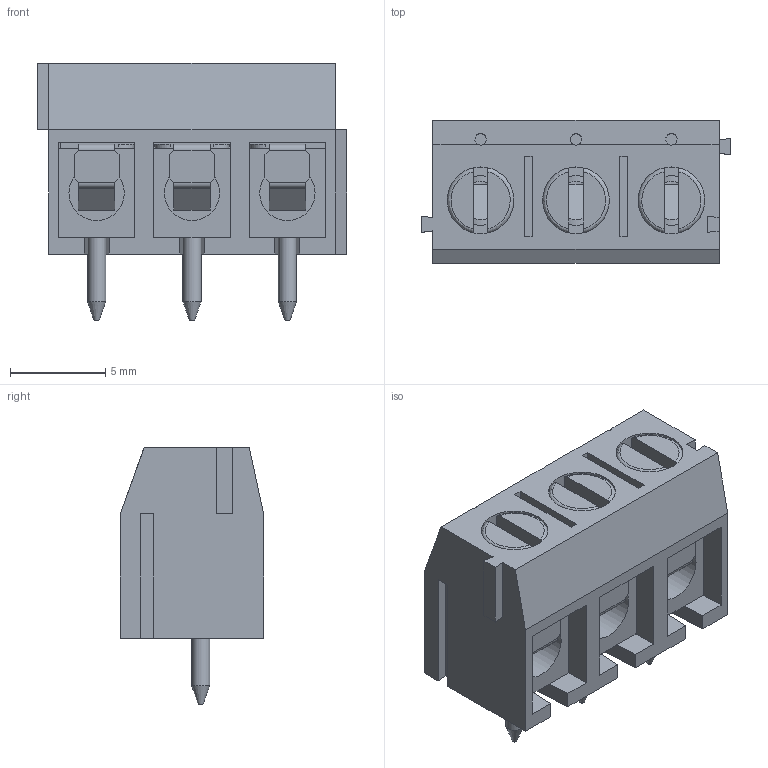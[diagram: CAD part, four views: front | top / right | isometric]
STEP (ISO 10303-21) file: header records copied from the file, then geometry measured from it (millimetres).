
FILE_DESCRIPTION( ( '' ), ' ' );
FILE_NAME( '5992f04aaa93b10fac232eb9.step', '2017-08-15T13:00:31', ( '' ), ( '' ), ' ', ' ', ' ' );
FILE_SCHEMA( ( 'AUTOMOTIVE_DESIGN { 1 0 10303 214 1 1 1 1 }' ) );
Length unit declared in the file: metre
Products named in the file (17): 1; 2; 3; 4; 5; 6; 7; 8; 9; 10; 11; 12; 13; 14; 15; 16; 17
Bounding box: 16.2 x 7.5 x 13.5 mm (x, y, z)
Surface area: 1363.4 mm2 (no closed solid volume)
Topology: 0 solids, 108 shells, 108 faces, 593 edges, 572 vertices
Faces by surface type: plane 77, cylinder 22, revolution 6, cone 3
Full cylindrical faces by diameter (mm): 0.6 x3, 0.95 x3, 2.9 x3, 3.5 x3
Entity records: 6816 total; most frequent: CARTESIAN_POINT 1530, DIRECTION 857, ORIENTED_EDGE 563, EDGE_CURVE 563, VERTEX_POINT 563, LINE 435, VECTOR 435, AXIS2_PLACEMENT_3D 208
